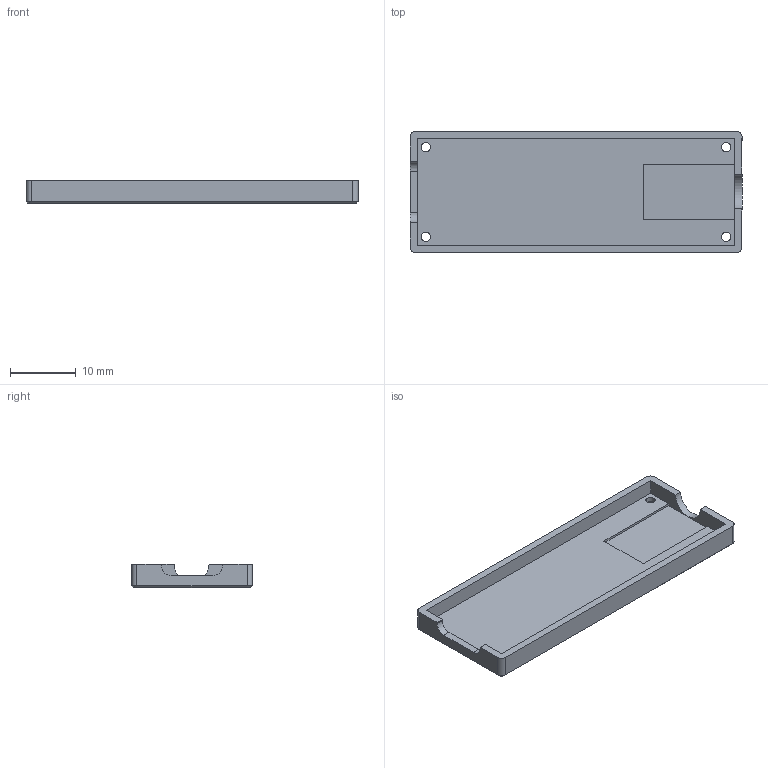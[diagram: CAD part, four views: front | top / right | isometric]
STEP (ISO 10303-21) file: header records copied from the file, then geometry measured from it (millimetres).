
FILE_DESCRIPTION(/* description */ (''),/* implementation_level */ '2;1');
FILE_NAME(/* name */ '',/* time_stamp */ '2025-07-23T01:18:16+08:00',/* author */ (''),/* organization */ (''),/* preprocessor_version */ 'ST-DEVELOPER v20.1',/* originating_system */ 'Autodesk Translation Framework v14.10.0.0',/* authorisation */ '');
FILE_SCHEMA (('AUTOMOTIVE_DESIGN { 1 0 10303 214 3 1 1 }'));
Length unit declared in the file: millimetre
Products named in the file (1): 便携式USB Hi-Fi耳放
Bounding box: 50.4 x 18.4 x 3.5 mm (x, y, z)
Volume: 1320.9 mm3; surface area: 2593.4 mm2
Topology: 1 solids, 1 shells, 46 faces, 112 edges, 72 vertices
Faces by surface type: plane 27, cylinder 15, cone 4
Full cylindrical faces by diameter (mm): 1.4 x4, 2.6 x4
Entity records: 1426 total; most frequent: DIRECTION 240, CARTESIAN_POINT 231, ORIENTED_EDGE 224, EDGE_CURVE 112, AXIS2_PLACEMENT_3D 81, LINE 78, VECTOR 78, VERTEX_POINT 72
